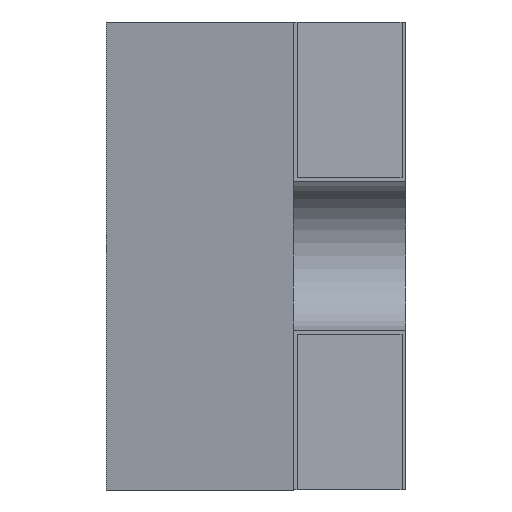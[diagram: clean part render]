
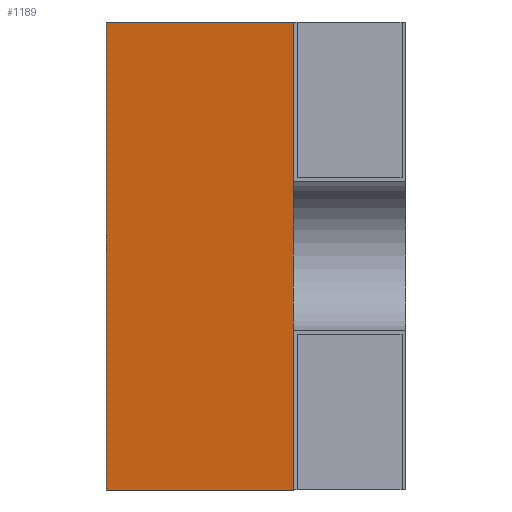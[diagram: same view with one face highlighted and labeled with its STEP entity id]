
A CAD part, left-side view. The second image highlights one B-rep face of the part: STEP entity #1189.
In plain terms, the highlighted planar face has unit normal (-0.985, 0.174, 0).
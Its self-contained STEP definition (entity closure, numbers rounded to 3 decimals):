
#91 = DIRECTION ( 'NONE',  ( 0., 0., -1. ) ) ;
#93 = EDGE_LOOP ( 'NONE', ( #1669, #1160, #2549, #2058 ) ) ;
#228 = VERTEX_POINT ( 'NONE', #2529 ) ;
#289 = FACE_OUTER_BOUND ( 'NONE', #93, .T. ) ;
#339 = DIRECTION ( 'NONE',  ( 0.174, 0.985, 0. ) ) ;
#391 = EDGE_CURVE ( 'NONE', #2564, #228, #479, .T. ) ;
#395 = EDGE_CURVE ( 'NONE', #2564, #2372, #1253, .T. ) ;
#479 = LINE ( 'NONE', #1234, #1385 ) ;
#487 = CARTESIAN_POINT ( 'NONE',  ( -0.612, 0.8, -0.625 ) ) ;
#538 = EDGE_CURVE ( 'NONE', #2372, #1330, #2296, .T. ) ;
#592 = PLANE ( 'NONE',  #1665 ) ;
#763 = CARTESIAN_POINT ( 'NONE',  ( -0.612, 0.8, 2.112 ) ) ;
#905 = LINE ( 'NONE', #1193, #972 ) ;
#927 = CARTESIAN_POINT ( 'NONE',  ( -0.7, 0.3, 0.625 ) ) ;
#963 = DIRECTION ( 'NONE',  ( 0., 0., -1. ) ) ;
#972 = VECTOR ( 'NONE', #91, 1000. ) ;
#1160 = ORIENTED_EDGE ( 'NONE', *, *, #391, .T. ) ;
#1189 = ADVANCED_FACE ( 'NONE', ( #289 ), #592, .F. ) ;
#1193 = CARTESIAN_POINT ( 'NONE',  ( -0.612, 0.8, 2.112 ) ) ;
#1234 = CARTESIAN_POINT ( 'NONE',  ( -0.612, 0.8, 0.625 ) ) ;
#1253 = LINE ( 'NONE', #2033, #2104 ) ;
#1325 = DIRECTION ( 'NONE',  ( 0.174, 0.985, 0. ) ) ;
#1330 = VERTEX_POINT ( 'NONE', #487 ) ;
#1385 = VECTOR ( 'NONE', #1443, 1000. ) ;
#1443 = DIRECTION ( 'NONE',  ( 0.174, 0.985, 0. ) ) ;
#1503 = EDGE_CURVE ( 'NONE', #228, #1330, #905, .T. ) ;
#1665 = AXIS2_PLACEMENT_3D ( 'NONE', #763, #2056, #1325 ) ;
#1669 = ORIENTED_EDGE ( 'NONE', *, *, #395, .F. ) ;
#1981 = CARTESIAN_POINT ( 'NONE',  ( -0.7, 0.3, -0.625 ) ) ;
#2033 = CARTESIAN_POINT ( 'NONE',  ( -0.7, 0.3, 2.112 ) ) ;
#2056 = DIRECTION ( 'NONE',  ( 0.985, -0.174, 0. ) ) ;
#2058 = ORIENTED_EDGE ( 'NONE', *, *, #538, .F. ) ;
#2104 = VECTOR ( 'NONE', #963, 1000. ) ;
#2296 = LINE ( 'NONE', #2369, #2320 ) ;
#2320 = VECTOR ( 'NONE', #339, 1000. ) ;
#2369 = CARTESIAN_POINT ( 'NONE',  ( -0.612, 0.8, -0.625 ) ) ;
#2372 = VERTEX_POINT ( 'NONE', #1981 ) ;
#2529 = CARTESIAN_POINT ( 'NONE',  ( -0.612, 0.8, 0.625 ) ) ;
#2549 = ORIENTED_EDGE ( 'NONE', *, *, #1503, .T. ) ;
#2564 = VERTEX_POINT ( 'NONE', #927 ) ;
